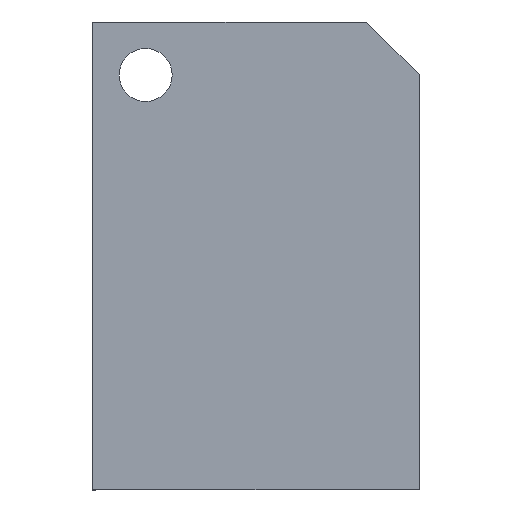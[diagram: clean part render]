
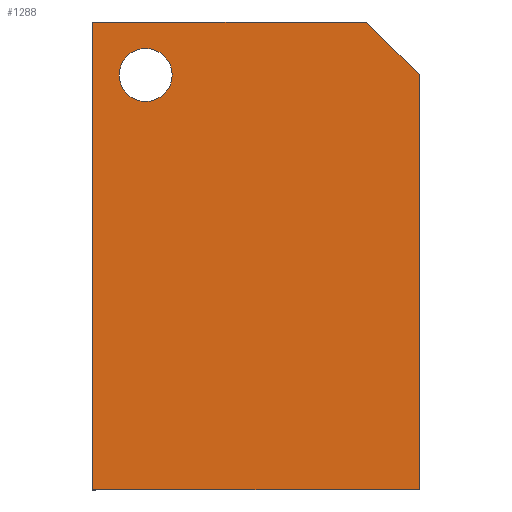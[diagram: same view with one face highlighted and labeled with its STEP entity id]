
A CAD part, left-side view. The second image highlights one B-rep face of the part: STEP entity #1288.
In plain terms, the highlighted planar face has unit normal (-1, 0, 0).
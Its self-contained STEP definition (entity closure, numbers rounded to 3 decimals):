
#52=FACE_BOUND('',#220,.T.);
#54=CIRCLE('',#1430,19.05);
#150=FACE_OUTER_BOUND('',#219,.T.);
#219=EDGE_LOOP('',(#935,#936,#937,#938,#939));
#220=EDGE_LOOP('',(#940));
#306=LINE('',#2004,#442);
#310=LINE('',#2012,#446);
#313=LINE('',#2018,#449);
#316=LINE('',#2024,#452);
#319=LINE('',#2029,#455);
#442=VECTOR('',#1632,10.);
#446=VECTOR('',#1638,10.);
#449=VECTOR('',#1643,10.);
#452=VECTOR('',#1648,10.);
#455=VECTOR('',#1653,10.);
#562=VERTEX_POINT('',#1998);
#563=VERTEX_POINT('',#2002);
#564=VERTEX_POINT('',#2003);
#567=VERTEX_POINT('',#2011);
#569=VERTEX_POINT('',#2017);
#571=VERTEX_POINT('',#2023);
#691=EDGE_CURVE('',#562,#562,#54,.T.);
#692=EDGE_CURVE('',#563,#564,#306,.T.);
#696=EDGE_CURVE('',#567,#563,#310,.T.);
#699=EDGE_CURVE('',#569,#567,#313,.T.);
#702=EDGE_CURVE('',#571,#569,#316,.T.);
#705=EDGE_CURVE('',#564,#571,#319,.T.);
#935=ORIENTED_EDGE('',*,*,#705,.F.);
#936=ORIENTED_EDGE('',*,*,#692,.F.);
#937=ORIENTED_EDGE('',*,*,#696,.F.);
#938=ORIENTED_EDGE('',*,*,#699,.F.);
#939=ORIENTED_EDGE('',*,*,#702,.F.);
#940=ORIENTED_EDGE('',*,*,#691,.F.);
#1175=PLANE('',#1437);
#1288=ADVANCED_FACE('',(#150,#52),#1175,.F.);
#1430=AXIS2_PLACEMENT_3D('',#2000,#1628,#1629);
#1437=AXIS2_PLACEMENT_3D('',#2032,#1657,#1658);
#1628=DIRECTION('center_axis',(-1.,0.,0.));
#1629=DIRECTION('ref_axis',(0.,1.,0.));
#1632=DIRECTION('',(0.,-1.,0.));
#1638=DIRECTION('',(0.,0.,1.));
#1643=DIRECTION('',(0.,1.,0.));
#1648=DIRECTION('',(0.,0.,-1.));
#1653=DIRECTION('',(0.,-0.707,-0.707));
#1657=DIRECTION('center_axis',(1.,0.,0.));
#1658=DIRECTION('ref_axis',(0.,1.,0.));
#1998=CARTESIAN_POINT('',(0.,177.8,298.45));
#2000=CARTESIAN_POINT('Origin',(0.,196.85,298.45));
#2002=CARTESIAN_POINT('',(0.,234.95,336.55));
#2003=CARTESIAN_POINT('',(0.,38.1,336.55));
#2004=CARTESIAN_POINT('',(0.,234.95,336.55));
#2011=CARTESIAN_POINT('',(0.,234.95,0.));
#2012=CARTESIAN_POINT('',(0.,234.95,0.));
#2017=CARTESIAN_POINT('',(0.,0.,0.));
#2018=CARTESIAN_POINT('',(0.,0.,0.));
#2023=CARTESIAN_POINT('',(0.,0.,298.45));
#2024=CARTESIAN_POINT('',(0.,0.,336.55));
#2029=CARTESIAN_POINT('',(0.,38.1,336.55));
#2032=CARTESIAN_POINT('Origin',(0.,117.475,168.275));
